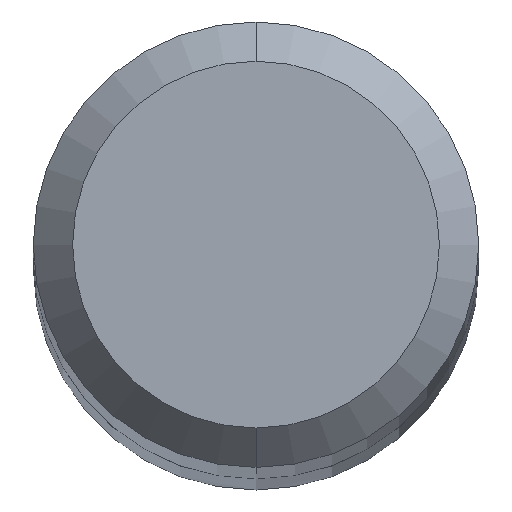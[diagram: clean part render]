
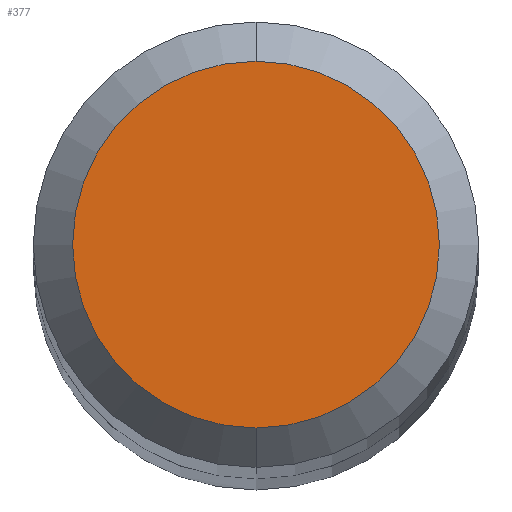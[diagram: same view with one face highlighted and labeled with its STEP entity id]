
A CAD part, top view. The second image highlights one B-rep face of the part: STEP entity #377.
In plain terms, the highlighted planar face has unit normal (0, 0, 1).
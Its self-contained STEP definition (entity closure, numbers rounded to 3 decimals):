
#167=EDGE_CURVE('',#255,#275,#429,.T.);
#181=EDGE_CURVE('',#275,#255,#443,.T.);
#255=VERTEX_POINT('',#523);
#275=VERTEX_POINT('',#544);
#377=ADVANCED_FACE('',(#658),#659,.T.);
#429=CIRCLE('',#734,1.4);
#443=CIRCLE('',#753,1.4);
#523=CARTESIAN_POINT('',(0.0,1.4,48.0));
#544=CARTESIAN_POINT('',(0.,-1.4,48.0));
#658=FACE_OUTER_BOUND('',#1240,.T.);
#659=PLANE('',#1241);
#734=AXIS2_PLACEMENT_3D('',#1331,#1332,#1333);
#753=AXIS2_PLACEMENT_3D('',#1336,#1337,#1338);
#1240=EDGE_LOOP('',(#1564,#1565));
#1241=AXIS2_PLACEMENT_3D('',#1566,#1567,#1568);
#1331=CARTESIAN_POINT('',(0.0,0.0,48.0));
#1332=DIRECTION('',(0.0,0.0,-1.0));
#1333=DIRECTION('',(0.0,1.0,0.0));
#1336=CARTESIAN_POINT('',(0.0,0.0,48.0));
#1337=DIRECTION('',(0.0,0.0,-1.0));
#1338=DIRECTION('',(0.0,1.0,0.0));
#1564=ORIENTED_EDGE('',*,*,#167,.F.);
#1565=ORIENTED_EDGE('',*,*,#181,.F.);
#1566=CARTESIAN_POINT('',(0.0,0.7,48.0));
#1567=DIRECTION('',(0.0,0.0,1.0));
#1568=DIRECTION('',(0.0,-1.0,0.0));
